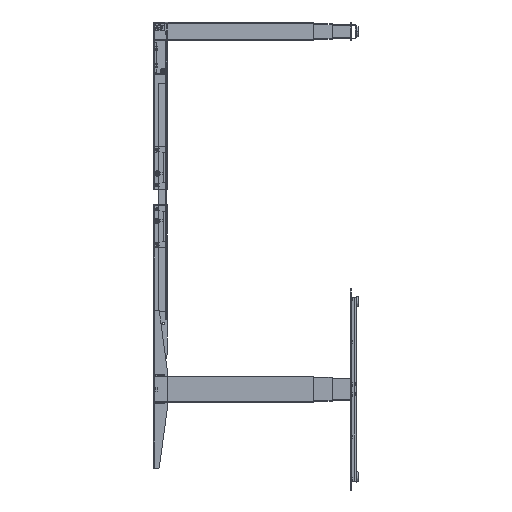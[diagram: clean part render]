
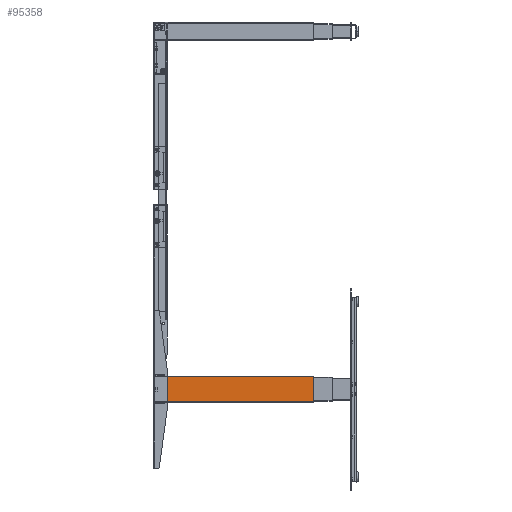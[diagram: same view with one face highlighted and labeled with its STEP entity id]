
A CAD part, left-side view. The second image highlights one B-rep face of the part: STEP entity #95358.
In plain terms, the highlighted planar face has unit normal (-1, 0, 0).
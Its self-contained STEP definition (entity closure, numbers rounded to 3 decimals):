
#80 = VERTEX_POINT ( 'NONE', #68408 ) ;
#1688 = VERTEX_POINT ( 'NONE', #38433 ) ;
#2457 = DIRECTION ( 'NONE',  ( 0., 1., 0. ) ) ;
#2507 = DIRECTION ( 'NONE',  ( -1., 0., 0. ) ) ;
#4209 = ORIENTED_EDGE ( 'NONE', *, *, #33926, .F. ) ;
#4441 = CARTESIAN_POINT ( 'NONE',  ( -897., 690.3, 6.5 ) ) ;
#4599 = EDGE_CURVE ( 'NONE', #40321, #49751, #17930, .T. ) ;
#4909 = LINE ( 'NONE', #15878, #40676 ) ;
#5175 = LINE ( 'NONE', #94015, #30678 ) ;
#5595 = EDGE_CURVE ( 'NONE', #75591, #50992, #4909, .T. ) ;
#7134 = LINE ( 'NONE', #89454, #59597 ) ;
#7257 = EDGE_CURVE ( 'NONE', #80, #40321, #30228, .T. ) ;
#8090 = ORIENTED_EDGE ( 'NONE', *, *, #33935, .F. ) ;
#8420 = ORIENTED_EDGE ( 'NONE', *, *, #5595, .F. ) ;
#9345 = AXIS2_PLACEMENT_3D ( 'NONE', #75854, #92417, #100686 ) ;
#9393 = PLANE ( 'NONE',  #11394 ) ;
#9729 = DIRECTION ( 'NONE',  ( 1., 0., 0. ) ) ;
#10275 = EDGE_CURVE ( 'NONE', #102345, #56756, #103860, .T. ) ;
#11394 = AXIS2_PLACEMENT_3D ( 'NONE', #50830, #9729, #98912 ) ;
#12066 = DIRECTION ( 'NONE',  ( 0., 0., 1. ) ) ;
#15878 = CARTESIAN_POINT ( 'NONE',  ( -897., 690.8, -7. ) ) ;
#17930 = CIRCLE ( 'NONE', #40956, 0.5 ) ;
#18357 = CARTESIAN_POINT ( 'NONE',  ( -897., 155.8, 42.5 ) ) ;
#23472 = VECTOR ( 'NONE', #2457, 1000. ) ;
#23620 = ORIENTED_EDGE ( 'NONE', *, *, #37671, .F. ) ;
#25174 = EDGE_CURVE ( 'NONE', #1688, #56756, #41760, .T. ) ;
#26591 = DIRECTION ( 'NONE',  ( 0., 1., 0. ) ) ;
#26872 = VECTOR ( 'NONE', #44500, 1000. ) ;
#27755 = EDGE_CURVE ( 'NONE', #43242, #1688, #105471, .T. ) ;
#30228 = LINE ( 'NONE', #4441, #66039 ) ;
#30678 = VECTOR ( 'NONE', #62384, 1000. ) ;
#33352 = VECTOR ( 'NONE', #26591, 1000. ) ;
#33926 = EDGE_CURVE ( 'NONE', #66361, #51239, #48655, .T. ) ;
#33935 = EDGE_CURVE ( 'NONE', #102345, #43242, #5175, .T. ) ;
#34372 = EDGE_LOOP ( 'NONE', ( #59816, #99165, #87685, #56456, #8420, #23620, #4209, #49282 ) ) ;
#37566 = CARTESIAN_POINT ( 'NONE',  ( -897., 694.8, 7. ) ) ;
#37671 = EDGE_CURVE ( 'NONE', #51239, #75591, #103218, .T. ) ;
#37730 = CARTESIAN_POINT ( 'NONE',  ( -897., 694.8, -6.5 ) ) ;
#38433 = CARTESIAN_POINT ( 'NONE',  ( -897., 700.8, -42.5 ) ) ;
#40321 = VERTEX_POINT ( 'NONE', #75013 ) ;
#40676 = VECTOR ( 'NONE', #72428, 1000. ) ;
#40956 = AXIS2_PLACEMENT_3D ( 'NONE', #101265, #76478, #12066 ) ;
#41760 = LINE ( 'NONE', #70961, #63551 ) ;
#43242 = VERTEX_POINT ( 'NONE', #50764 ) ;
#43312 = ORIENTED_EDGE ( 'NONE', *, *, #27755, .F. ) ;
#44500 = DIRECTION ( 'NONE',  ( 0., 0., -1. ) ) ;
#44752 = CIRCLE ( 'NONE', #9345, 0.5 ) ;
#45218 = DIRECTION ( 'NONE',  ( 0., 0., 1. ) ) ;
#48655 = LINE ( 'NONE', #95072, #26872 ) ;
#49282 = ORIENTED_EDGE ( 'NONE', *, *, #92116, .F. ) ;
#49751 = VERTEX_POINT ( 'NONE', #86787 ) ;
#50312 = EDGE_CURVE ( 'NONE', #50992, #80, #96830, .T. ) ;
#50764 = CARTESIAN_POINT ( 'NONE',  ( -897., 155.8, -42.5 ) ) ;
#50830 = CARTESIAN_POINT ( 'NONE',  ( -897., 155.8, -42.5 ) ) ;
#50992 = VERTEX_POINT ( 'NONE', #95369 ) ;
#51239 = VERTEX_POINT ( 'NONE', #95994 ) ;
#54122 = DIRECTION ( 'NONE',  ( 0., 0., 1. ) ) ;
#54668 = CARTESIAN_POINT ( 'NONE',  ( -897., 700.8, 42.5 ) ) ;
#56456 = ORIENTED_EDGE ( 'NONE', *, *, #50312, .F. ) ;
#56756 = VERTEX_POINT ( 'NONE', #54668 ) ;
#59597 = VECTOR ( 'NONE', #81162, 1000. ) ;
#59816 = ORIENTED_EDGE ( 'NONE', *, *, #60924, .F. ) ;
#60924 = EDGE_CURVE ( 'NONE', #49751, #101629, #7134, .T. ) ;
#62384 = DIRECTION ( 'NONE',  ( 0., 0., -1. ) ) ;
#63436 = FACE_OUTER_BOUND ( 'NONE', #70161, .T. ) ;
#63551 = VECTOR ( 'NONE', #54122, 1000. ) ;
#63554 = AXIS2_PLACEMENT_3D ( 'NONE', #99926, #2507, #85141 ) ;
#64099 = CARTESIAN_POINT ( 'NONE',  ( -897., 694.8, -7. ) ) ;
#66039 = VECTOR ( 'NONE', #78474, 1000. ) ;
#66361 = VERTEX_POINT ( 'NONE', #81496 ) ;
#68408 = CARTESIAN_POINT ( 'NONE',  ( -897., 690.3, -6.5 ) ) ;
#68835 = DIRECTION ( 'NONE',  ( -1., 0., 0. ) ) ;
#70161 = EDGE_LOOP ( 'NONE', ( #76567, #70889, #43312, #8090 ) ) ;
#70889 = ORIENTED_EDGE ( 'NONE', *, *, #25174, .F. ) ;
#70961 = CARTESIAN_POINT ( 'NONE',  ( -897., 700.8, -42.5 ) ) ;
#72428 = DIRECTION ( 'NONE',  ( 0., -1., 0. ) ) ;
#75013 = CARTESIAN_POINT ( 'NONE',  ( -897., 690.3, 6.5 ) ) ;
#75057 = CARTESIAN_POINT ( 'NONE',  ( -897., 155.8, -42.5 ) ) ;
#75591 = VERTEX_POINT ( 'NONE', #64099 ) ;
#75854 = CARTESIAN_POINT ( 'NONE',  ( -897., 694.8, 6.5 ) ) ;
#76478 = DIRECTION ( 'NONE',  ( -1., 0., 0. ) ) ;
#76567 = ORIENTED_EDGE ( 'NONE', *, *, #10275, .T. ) ;
#77188 = AXIS2_PLACEMENT_3D ( 'NONE', #37730, #68835, #45218 ) ;
#78474 = DIRECTION ( 'NONE',  ( 0., 0., 1. ) ) ;
#80728 = CARTESIAN_POINT ( 'NONE',  ( -897., 155.8, 42.5 ) ) ;
#81162 = DIRECTION ( 'NONE',  ( 0., 1., 0. ) ) ;
#81496 = CARTESIAN_POINT ( 'NONE',  ( -897., 695.3, 6.5 ) ) ;
#85141 = DIRECTION ( 'NONE',  ( 0., 0., 1. ) ) ;
#86787 = CARTESIAN_POINT ( 'NONE',  ( -897., 690.8, 7. ) ) ;
#87685 = ORIENTED_EDGE ( 'NONE', *, *, #7257, .F. ) ;
#89454 = CARTESIAN_POINT ( 'NONE',  ( -897., 694.8, 7. ) ) ;
#91679 = FACE_BOUND ( 'NONE', #34372, .T. ) ;
#92116 = EDGE_CURVE ( 'NONE', #101629, #66361, #44752, .T. ) ;
#92417 = DIRECTION ( 'NONE',  ( -1., 0., 0. ) ) ;
#94015 = CARTESIAN_POINT ( 'NONE',  ( -897., 155.8, -42.5 ) ) ;
#95072 = CARTESIAN_POINT ( 'NONE',  ( -897., 695.3, -6.5 ) ) ;
#95358 = ADVANCED_FACE ( 'NONE', ( #91679, #63436 ), #9393, .F. ) ;
#95369 = CARTESIAN_POINT ( 'NONE',  ( -897., 690.8, -7. ) ) ;
#95994 = CARTESIAN_POINT ( 'NONE',  ( -897., 695.3, -6.5 ) ) ;
#96830 = CIRCLE ( 'NONE', #63554, 0.5 ) ;
#98912 = DIRECTION ( 'NONE',  ( 0., 0., -1. ) ) ;
#99165 = ORIENTED_EDGE ( 'NONE', *, *, #4599, .F. ) ;
#99926 = CARTESIAN_POINT ( 'NONE',  ( -897., 690.8, -6.5 ) ) ;
#100686 = DIRECTION ( 'NONE',  ( 0., 0., 1. ) ) ;
#101265 = CARTESIAN_POINT ( 'NONE',  ( -897., 690.8, 6.5 ) ) ;
#101629 = VERTEX_POINT ( 'NONE', #37566 ) ;
#102345 = VERTEX_POINT ( 'NONE', #80728 ) ;
#103218 = CIRCLE ( 'NONE', #77188, 0.5 ) ;
#103860 = LINE ( 'NONE', #18357, #33352 ) ;
#105471 = LINE ( 'NONE', #75057, #23472 ) ;
